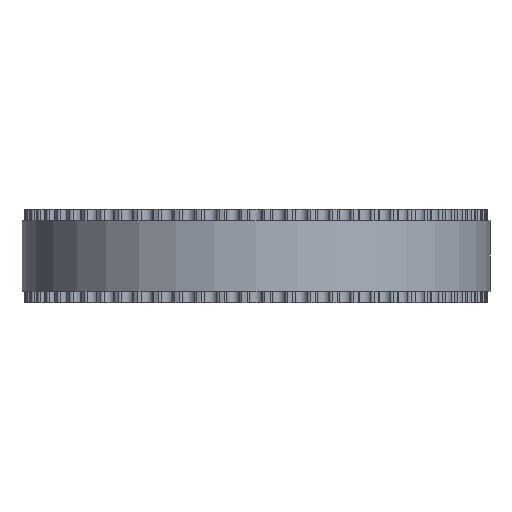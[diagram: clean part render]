
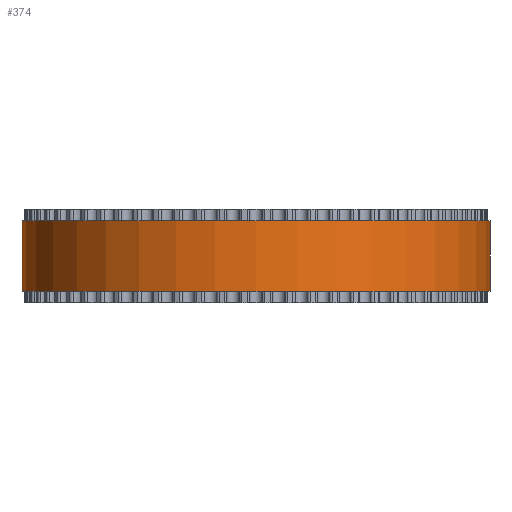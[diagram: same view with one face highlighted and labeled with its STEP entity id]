
A CAD part, front view. The second image highlights one B-rep face of the part: STEP entity #374.
In plain terms, the highlighted cylindrical face has radius 20.053 mm (diameter 40.107 mm), a full revolution.
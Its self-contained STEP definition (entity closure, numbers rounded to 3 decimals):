
#97=FACE_BOUND('',#1136,.T.);
#98=FACE_BOUND('',#1137,.T.);
#374=ADVANCED_FACE('',(#97,#98),#627,.T.);
#627=CYLINDRICAL_SURFACE('',#5687,20.054);
#1136=EDGE_LOOP('',(#3154));
#1137=EDGE_LOOP('',(#3155));
#3154=ORIENTED_EDGE('',*,*,#4418,.T.);
#3155=ORIENTED_EDGE('',*,*,#4419,.T.);
#3660=VERTEX_POINT('',#8980);
#3661=VERTEX_POINT('',#8982);
#4418=EDGE_CURVE('',#3660,#3660,#4924,.T.);
#4419=EDGE_CURVE('',#3661,#3661,#4925,.T.);
#4924=CIRCLE('',#5685,20.054);
#4925=CIRCLE('',#5686,20.054);
#5685=AXIS2_PLACEMENT_3D('',#8979,#7458,#7459);
#5686=AXIS2_PLACEMENT_3D('',#8981,#7460,#7461);
#5687=AXIS2_PLACEMENT_3D('',#8983,#7462,#7463);
#7458=DIRECTION('',(0.,0.,1.));
#7459=DIRECTION('',(1.,0.,0.));
#7460=DIRECTION('',(0.,0.,-1.));
#7461=DIRECTION('',(1.,0.,0.));
#7462=DIRECTION('',(0.,0.,1.));
#7463=DIRECTION('',(1.,0.,0.));
#8979=CARTESIAN_POINT('',(0.,0.,1.));
#8980=CARTESIAN_POINT('',(20.054,0.,1.));
#8981=CARTESIAN_POINT('',(0.,0.,7.));
#8982=CARTESIAN_POINT('',(20.054,0.,7.));
#8983=CARTESIAN_POINT('',(0.,0.,1.));
